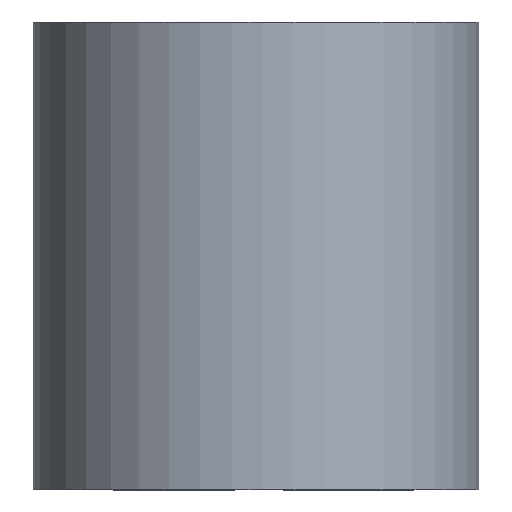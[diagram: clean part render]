
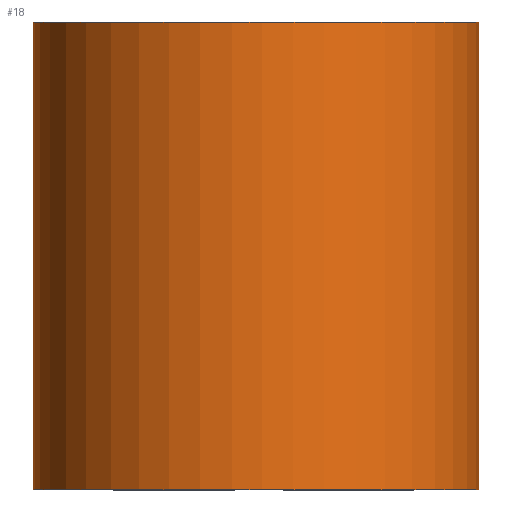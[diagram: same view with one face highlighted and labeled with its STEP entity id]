
A CAD part, front view. The second image highlights one B-rep face of the part: STEP entity #18.
In plain terms, the highlighted free-form (B-spline) face has degree [2, 1] with [5, 2] control points.
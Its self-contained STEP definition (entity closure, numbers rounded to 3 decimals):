
#18=ADVANCED_FACE('',(#40),#359,.T.);
#40=FACE_OUTER_BOUND('',#62,.T.);
#62=EDGE_LOOP('',(#87,#88,#89,#90));
#87=ORIENTED_EDGE('',*,*,#249,.T.);
#88=ORIENTED_EDGE('',*,*,#203,.F.);
#89=ORIENTED_EDGE('',*,*,#202,.F.);
#90=ORIENTED_EDGE('',*,*,#201,.T.);
#201=EDGE_CURVE('',#315,#347,#274,.T.);
#202=EDGE_CURVE('',#315,#316,#275,.T.);
#203=EDGE_CURVE('',#316,#348,#276,.T.);
#249=EDGE_CURVE('',#347,#348,#306,.T.);
#274=(
BOUNDED_CURVE()
B_SPLINE_CURVE(2,(#595,#596,#597,#598,#599),.UNSPECIFIED.,.F.,.F.)
B_SPLINE_CURVE_WITH_KNOTS((3,2,3),(-188.496,-141.372,
-94.248),.UNSPECIFIED.)
CURVE()
GEOMETRIC_REPRESENTATION_ITEM()
RATIONAL_B_SPLINE_CURVE((1.,0.707,1.,0.707,1.))
REPRESENTATION_ITEM('')
);
#275=(
BOUNDED_CURVE()
B_SPLINE_CURVE(1,(#600,#601),.UNSPECIFIED.,.F.,.F.)
B_SPLINE_CURVE_WITH_KNOTS((2,2),(0.,63.),.UNSPECIFIED.)
CURVE()
GEOMETRIC_REPRESENTATION_ITEM()
RATIONAL_B_SPLINE_CURVE((1.,1.))
REPRESENTATION_ITEM('')
);
#276=(
BOUNDED_CURVE()
B_SPLINE_CURVE(2,(#602,#603,#604,#605,#606),.UNSPECIFIED.,.F.,.F.)
B_SPLINE_CURVE_WITH_KNOTS((3,2,3),(-188.496,-141.372,
-94.248),.UNSPECIFIED.)
CURVE()
GEOMETRIC_REPRESENTATION_ITEM()
RATIONAL_B_SPLINE_CURVE((1.,0.707,1.,0.707,1.))
REPRESENTATION_ITEM('')
);
#306=(
BOUNDED_CURVE()
B_SPLINE_CURVE(1,(#745,#746),.UNSPECIFIED.,.F.,.F.)
B_SPLINE_CURVE_WITH_KNOTS((2,2),(0.,63.),.UNSPECIFIED.)
CURVE()
GEOMETRIC_REPRESENTATION_ITEM()
RATIONAL_B_SPLINE_CURVE((1.,1.))
REPRESENTATION_ITEM('')
);
#315=VERTEX_POINT('',#557);
#316=VERTEX_POINT('',#558);
#347=VERTEX_POINT('',#589);
#348=VERTEX_POINT('',#590);
#359=(
BOUNDED_SURFACE()
B_SPLINE_SURFACE(2,1,((#468,#469),(#470,#471),(#472,#473),(#474,#475),(#476,
#477)),.UNSPECIFIED.,.F.,.F.,.F.)
B_SPLINE_SURFACE_WITH_KNOTS((3,2,3),(2,2),(-188.496,-141.372,
-94.248),(0.,63.),.UNSPECIFIED.)
GEOMETRIC_REPRESENTATION_ITEM()
RATIONAL_B_SPLINE_SURFACE(((1.,1.),(0.707,0.707),
(1.,1.),(0.707,0.707),(1.,1.)))
REPRESENTATION_ITEM('')
SURFACE()
);
#468=CARTESIAN_POINT('',(-273.044,18.521,64.714));
#469=CARTESIAN_POINT('',(-273.044,18.521,1.714));
#470=CARTESIAN_POINT('',(-273.044,-11.479,64.714));
#471=CARTESIAN_POINT('',(-273.044,-11.479,1.714));
#472=CARTESIAN_POINT('',(-303.044,-11.479,64.714));
#473=CARTESIAN_POINT('',(-303.044,-11.479,1.714));
#474=CARTESIAN_POINT('',(-333.044,-11.479,64.714));
#475=CARTESIAN_POINT('',(-333.044,-11.479,1.714));
#476=CARTESIAN_POINT('',(-333.044,18.521,64.714));
#477=CARTESIAN_POINT('',(-333.044,18.521,1.714));
#557=CARTESIAN_POINT('',(-273.044,18.521,64.714));
#558=CARTESIAN_POINT('',(-273.044,18.521,1.714));
#589=CARTESIAN_POINT('',(-333.044,18.521,64.714));
#590=CARTESIAN_POINT('',(-333.044,18.521,1.714));
#595=CARTESIAN_POINT('',(-273.044,18.521,64.714));
#596=CARTESIAN_POINT('',(-273.044,-11.479,64.714));
#597=CARTESIAN_POINT('',(-303.044,-11.479,64.714));
#598=CARTESIAN_POINT('',(-333.044,-11.479,64.714));
#599=CARTESIAN_POINT('',(-333.044,18.521,64.714));
#600=CARTESIAN_POINT('',(-273.044,18.521,64.714));
#601=CARTESIAN_POINT('',(-273.044,18.521,1.714));
#602=CARTESIAN_POINT('',(-273.044,18.521,1.714));
#603=CARTESIAN_POINT('',(-273.044,-11.479,1.714));
#604=CARTESIAN_POINT('',(-303.044,-11.479,1.714));
#605=CARTESIAN_POINT('',(-333.044,-11.479,1.714));
#606=CARTESIAN_POINT('',(-333.044,18.521,1.714));
#745=CARTESIAN_POINT('',(-333.044,18.521,64.714));
#746=CARTESIAN_POINT('',(-333.044,18.521,1.714));
